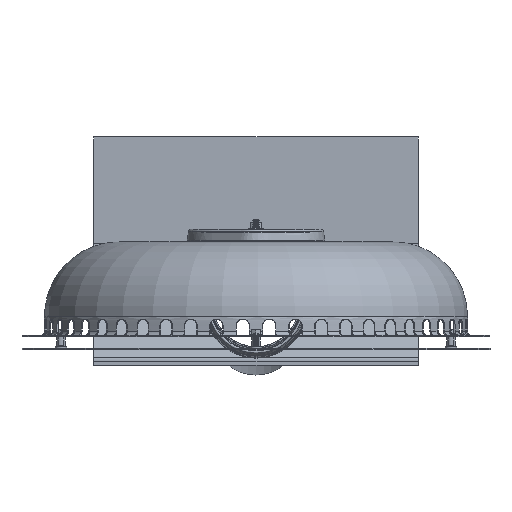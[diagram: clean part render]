
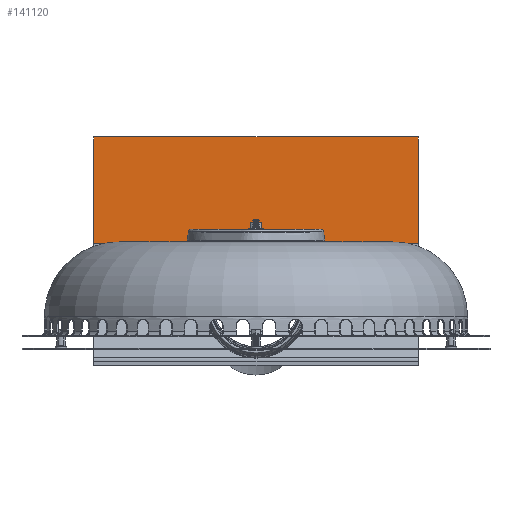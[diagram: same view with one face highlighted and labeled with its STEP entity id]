
A CAD part, left-side view. The second image highlights one B-rep face of the part: STEP entity #141120.
In plain terms, the highlighted planar face has unit normal (-1, 0, 0).
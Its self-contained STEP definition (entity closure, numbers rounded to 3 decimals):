
#10982=FACE_OUTER_BOUND('',#20465,.T.);
#20465=EDGE_LOOP('',(#128461,#128462,#128463,#128464));
#38842=LINE('',#234651,#57226);
#38843=LINE('',#234655,#57227);
#38844=LINE('',#234657,#57228);
#38845=LINE('',#234658,#57229);
#57226=VECTOR('',#180697,1.);
#57227=VECTOR('',#180702,1.);
#57228=VECTOR('',#180703,1.);
#57229=VECTOR('',#180704,1.);
#70161=VERTEX_POINT('',#234648);
#70162=VERTEX_POINT('',#234650);
#70163=VERTEX_POINT('',#234654);
#70164=VERTEX_POINT('',#234656);
#89600=EDGE_CURVE('',#70162,#70161,#38842,.T.);
#89602=EDGE_CURVE('',#70161,#70163,#38843,.T.);
#89603=EDGE_CURVE('',#70164,#70163,#38844,.T.);
#89604=EDGE_CURVE('',#70164,#70162,#38845,.T.);
#128461=ORIENTED_EDGE('',*,*,#89602,.T.);
#128462=ORIENTED_EDGE('',*,*,#89603,.F.);
#128463=ORIENTED_EDGE('',*,*,#89604,.T.);
#128464=ORIENTED_EDGE('',*,*,#89600,.T.);
#134643=PLANE('',#148204);
#141120=ADVANCED_FACE('',(#10982),#134643,.T.);
#148204=AXIS2_PLACEMENT_3D('',#234653,#180700,#180701);
#180697=DIRECTION('',(0.,0.,1.));
#180700=DIRECTION('center_axis',(-1.,0.,0.));
#180701=DIRECTION('ref_axis',(0.,0.,1.));
#180702=DIRECTION('',(0.,1.,0.));
#180703=DIRECTION('',(0.,0.,1.));
#180704=DIRECTION('',(0.,-1.,0.));
#234648=CARTESIAN_POINT('',(3942.29,808.9,309.46));
#234650=CARTESIAN_POINT('',(3942.29,808.9,-60.54));
#234651=CARTESIAN_POINT('',(3942.29,808.9,-60.54));
#234653=CARTESIAN_POINT('Origin',(3942.29,808.9,-60.54));
#234654=CARTESIAN_POINT('',(3942.29,930.615,309.46));
#234655=CARTESIAN_POINT('',(3942.29,930.615,309.46));
#234656=CARTESIAN_POINT('',(3942.29,930.615,-60.54));
#234657=CARTESIAN_POINT('',(3942.29,930.615,-60.54));
#234658=CARTESIAN_POINT('',(3942.29,930.615,-60.54));
